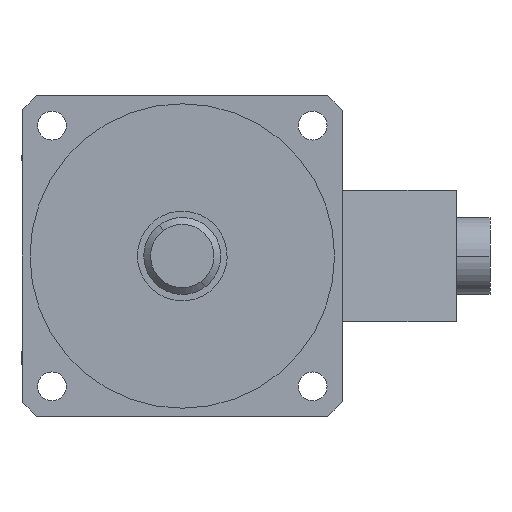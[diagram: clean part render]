
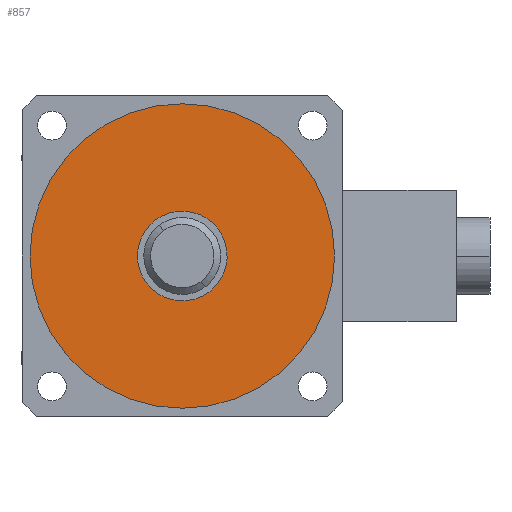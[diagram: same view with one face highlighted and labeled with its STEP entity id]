
A CAD part, left-side view. The second image highlights one B-rep face of the part: STEP entity #857.
In plain terms, the highlighted planar face has unit normal (-1, 0, 0).
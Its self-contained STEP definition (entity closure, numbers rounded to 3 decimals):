
#61 = EDGE_CURVE ( 'NONE', #3200, #618, #1227, .T. ) ;
#359 = ORIENTED_EDGE ( 'NONE', *, *, #840, .T. ) ;
#503 = VERTEX_POINT ( 'NONE', #3193 ) ;
#618 = VERTEX_POINT ( 'NONE', #3706 ) ;
#658 = VERTEX_POINT ( 'NONE', #3796 ) ;
#840 = EDGE_CURVE ( 'NONE', #618, #3200, #1800, .T. ) ;
#857 = ADVANCED_FACE ( 'NONE', ( #1931, #1932 ), #1935, .F. ) ;
#915 = EDGE_CURVE ( 'NONE', #658, #503, #2333, .T. ) ;
#1227 = CIRCLE ( 'NONE', #1228, 47.5 ) ;
#1228 = AXIS2_PLACEMENT_3D ( 'NONE', #1229, #1230, #1231 ) ;
#1229 = CARTESIAN_POINT ( 'NONE',  ( -3., 0., 0. ) ) ;
#1230 = DIRECTION ( 'NONE',  ( -1., 0., 0. ) ) ;
#1231 = DIRECTION ( 'NONE',  ( 0., -1., 0. ) ) ;
#1332 = CARTESIAN_POINT ( 'NONE',  ( -3., -47.5, 0. ) ) ;
#1800 = CIRCLE ( 'NONE', #1801, 47.5 ) ;
#1801 = AXIS2_PLACEMENT_3D ( 'NONE', #1802, #1803, #1804 ) ;
#1802 = CARTESIAN_POINT ( 'NONE',  ( -3., 0., 0. ) ) ;
#1803 = DIRECTION ( 'NONE',  ( -1., 0., 0. ) ) ;
#1804 = DIRECTION ( 'NONE',  ( 0., -1., 0. ) ) ;
#1931 = FACE_BOUND ( 'NONE', #4735, .T. ) ;
#1932 = FACE_OUTER_BOUND ( 'NONE', #4969, .T. ) ;
#1935 = PLANE ( 'NONE',  #1936 ) ;
#1936 = AXIS2_PLACEMENT_3D ( 'NONE', #1937, #1938, #1939 ) ;
#1937 = CARTESIAN_POINT ( 'NONE',  ( -3., 12., 0. ) ) ;
#1938 = DIRECTION ( 'NONE',  ( 1., 0., 0. ) ) ;
#1939 = DIRECTION ( 'NONE',  ( 0., 1., 0. ) ) ;
#2333 = CIRCLE ( 'NONE', #2334, 12. ) ;
#2334 = AXIS2_PLACEMENT_3D ( 'NONE', #2335, #2336, #2337 ) ;
#2335 = CARTESIAN_POINT ( 'NONE',  ( -3., 0., 0. ) ) ;
#2336 = DIRECTION ( 'NONE',  ( -1., 0., 0. ) ) ;
#2337 = DIRECTION ( 'NONE',  ( 0., -1., 0. ) ) ;
#2639 = CIRCLE ( 'NONE', #2640, 12. ) ;
#2640 = AXIS2_PLACEMENT_3D ( 'NONE', #2641, #2642, #2643 ) ;
#2641 = CARTESIAN_POINT ( 'NONE',  ( -3., 0., 0. ) ) ;
#2642 = DIRECTION ( 'NONE',  ( -1., 0., 0. ) ) ;
#2643 = DIRECTION ( 'NONE',  ( 0., -1., 0. ) ) ;
#3193 = CARTESIAN_POINT ( 'NONE',  ( -3., -12., 0. ) ) ;
#3200 = VERTEX_POINT ( 'NONE', #1332 ) ;
#3706 = CARTESIAN_POINT ( 'NONE',  ( -3., 47.5, 0. ) ) ;
#3796 = CARTESIAN_POINT ( 'NONE',  ( -3., 12., 0. ) ) ;
#4735 = EDGE_LOOP ( 'NONE', ( #4760, #4836 ) ) ;
#4760 = ORIENTED_EDGE ( 'NONE', *, *, #4791, .F. ) ;
#4791 = EDGE_CURVE ( 'NONE', #503, #658, #2639, .T. ) ;
#4836 = ORIENTED_EDGE ( 'NONE', *, *, #915, .F. ) ;
#4911 = ORIENTED_EDGE ( 'NONE', *, *, #61, .T. ) ;
#4969 = EDGE_LOOP ( 'NONE', ( #4911, #359 ) ) ;
